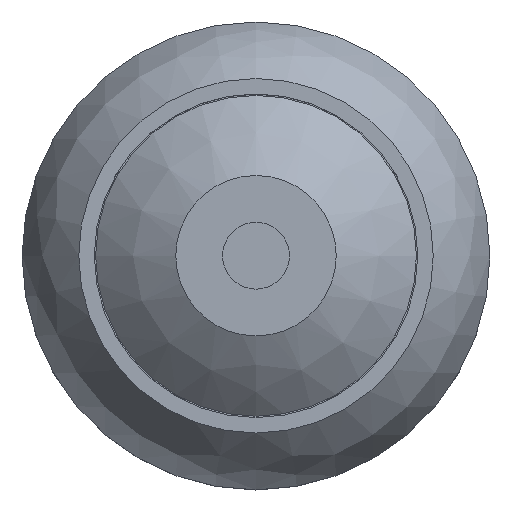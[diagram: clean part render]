
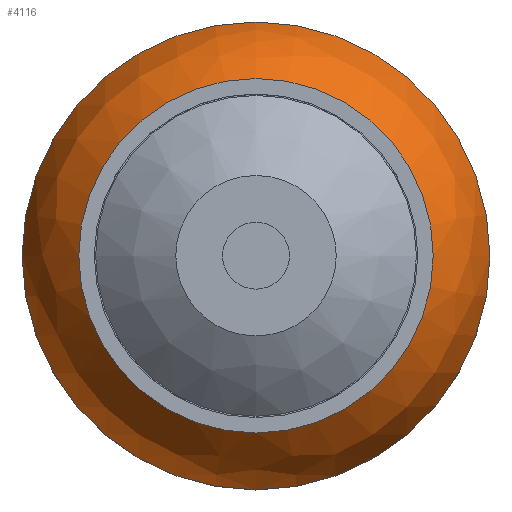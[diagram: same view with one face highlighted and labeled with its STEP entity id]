
A CAD part, top view. The second image highlights one B-rep face of the part: STEP entity #4116.
In plain terms, the highlighted free-form (B-spline) face has degree [2, 2] with [3, 9] control points.
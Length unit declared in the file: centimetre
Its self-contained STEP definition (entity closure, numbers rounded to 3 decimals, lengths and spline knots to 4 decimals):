
#139=(
BOUNDED_SURFACE()
B_SPLINE_SURFACE(2,2,((#6487,#6488,#6489,#6490,#6491,#6492,#6493,#6494,
#6495),(#6496,#6497,#6498,#6499,#6500,#6501,#6502,#6503,#6504),(#6505,#6506,
#6507,#6508,#6509,#6510,#6511,#6512,#6513)),.UNSPECIFIED.,.F.,.T.,.F.)
B_SPLINE_SURFACE_WITH_KNOTS((3,3),(3,2,2,2,3),(-0.8881,-0.2011),
(-3.1416,-1.5708,0.,1.5708,3.1416),
 .UNSPECIFIED.)
GEOMETRIC_REPRESENTATION_ITEM()
RATIONAL_B_SPLINE_SURFACE(((1.,0.707,1.,0.707,1.,
0.707,1.,0.707,1.),(0.942,0.666,
0.942,0.666,0.942,0.666,0.942,
0.666,0.942),(1.,0.707,1.,0.707,
1.,0.707,1.,0.707,1.)))
REPRESENTATION_ITEM('')
SURFACE()
);
#422=FACE_OUTER_BOUND('',#668,.T.);
#668=EDGE_LOOP('',(#3320,#3321,#3322,#3323,#3324));
#1696=CIRCLE('',#4468,0.663);
#1697=CIRCLE('',#4469,0.875);
#1698=CIRCLE('',#4470,0.875);
#1699=CIRCLE('',#4471,0.6075);
#1942=VERTEX_POINT('',#6485);
#1943=VERTEX_POINT('',#6514);
#1944=VERTEX_POINT('',#6515);
#2440=EDGE_CURVE('',#1942,#1942,#1696,.T.);
#2441=EDGE_CURVE('',#1943,#1944,#1697,.T.);
#2442=EDGE_CURVE('',#1944,#1943,#1698,.T.);
#2443=EDGE_CURVE('',#1944,#1942,#1699,.T.);
#3320=ORIENTED_EDGE('',*,*,#2441,.F.);
#3321=ORIENTED_EDGE('',*,*,#2442,.F.);
#3322=ORIENTED_EDGE('',*,*,#2443,.T.);
#3323=ORIENTED_EDGE('',*,*,#2440,.T.);
#3324=ORIENTED_EDGE('',*,*,#2443,.F.);
#4116=ADVANCED_FACE('',(#422),#139,.F.);
#4468=AXIS2_PLACEMENT_3D('',#6486,#5236,#5237);
#4469=AXIS2_PLACEMENT_3D('',#6516,#5238,#5239);
#4470=AXIS2_PLACEMENT_3D('',#6517,#5240,#5241);
#4471=AXIS2_PLACEMENT_3D('',#6518,#5242,#5243);
#5236=DIRECTION('center_axis',(0.,0.,-1.));
#5237=DIRECTION('ref_axis',(-1.,0.,0.));
#5238=DIRECTION('center_axis',(0.,0.,-1.));
#5239=DIRECTION('ref_axis',(-1.,0.,0.));
#5240=DIRECTION('center_axis',(0.,0.,-1.));
#5241=DIRECTION('ref_axis',(-1.,0.,0.));
#5242=DIRECTION('center_axis',(1.,0.,0.));
#5243=DIRECTION('ref_axis',(0.,1.,0.));
#6485=CARTESIAN_POINT('',(0.,0.663,0.5));
#6486=CARTESIAN_POINT('Origin',(0.,0.,0.5));
#6487=CARTESIAN_POINT('Ctrl Pts',(0.,0.663,0.5));
#6488=CARTESIAN_POINT('Ctrl Pts',(0.663,0.663,0.5));
#6489=CARTESIAN_POINT('Ctrl Pts',(0.663,0.,0.5));
#6490=CARTESIAN_POINT('Ctrl Pts',(0.663,-0.663,0.5));
#6491=CARTESIAN_POINT('Ctrl Pts',(0.,-0.663,0.5));
#6492=CARTESIAN_POINT('Ctrl Pts',(-0.663,-0.663,0.5));
#6493=CARTESIAN_POINT('Ctrl Pts',(-0.663,0.,0.5));
#6494=CARTESIAN_POINT('Ctrl Pts',(-0.663,0.663,0.5));
#6495=CARTESIAN_POINT('Ctrl Pts',(0.,0.663,0.5));
#6496=CARTESIAN_POINT('Ctrl Pts',(0.,0.8316,
0.3629));
#6497=CARTESIAN_POINT('Ctrl Pts',(0.8316,0.8316,0.3629));
#6498=CARTESIAN_POINT('Ctrl Pts',(0.8316,0.,
0.3629));
#6499=CARTESIAN_POINT('Ctrl Pts',(0.8316,-0.8316,
0.3629));
#6500=CARTESIAN_POINT('Ctrl Pts',(0.,-0.8316,
0.3629));
#6501=CARTESIAN_POINT('Ctrl Pts',(-0.8316,-0.8316,
0.3629));
#6502=CARTESIAN_POINT('Ctrl Pts',(-0.8316,0.,
0.3629));
#6503=CARTESIAN_POINT('Ctrl Pts',(-0.8316,0.8316,
0.3629));
#6504=CARTESIAN_POINT('Ctrl Pts',(0.,0.8316,
0.3629));
#6505=CARTESIAN_POINT('Ctrl Pts',(0.,0.875,0.15));
#6506=CARTESIAN_POINT('Ctrl Pts',(0.875,0.875,0.15));
#6507=CARTESIAN_POINT('Ctrl Pts',(0.875,0.,0.15));
#6508=CARTESIAN_POINT('Ctrl Pts',(0.875,-0.875,0.15));
#6509=CARTESIAN_POINT('Ctrl Pts',(0.,-0.875,0.15));
#6510=CARTESIAN_POINT('Ctrl Pts',(-0.875,-0.875,0.15));
#6511=CARTESIAN_POINT('Ctrl Pts',(-0.875,0.,0.15));
#6512=CARTESIAN_POINT('Ctrl Pts',(-0.875,0.875,0.15));
#6513=CARTESIAN_POINT('Ctrl Pts',(0.,0.875,0.15));
#6514=CARTESIAN_POINT('',(0.875,0.,0.15));
#6515=CARTESIAN_POINT('',(0.,0.875,0.15));
#6516=CARTESIAN_POINT('Origin',(0.,0.,0.15));
#6517=CARTESIAN_POINT('Origin',(0.,0.,0.15));
#6518=CARTESIAN_POINT('Origin',(0.,0.2798,
0.0287));
